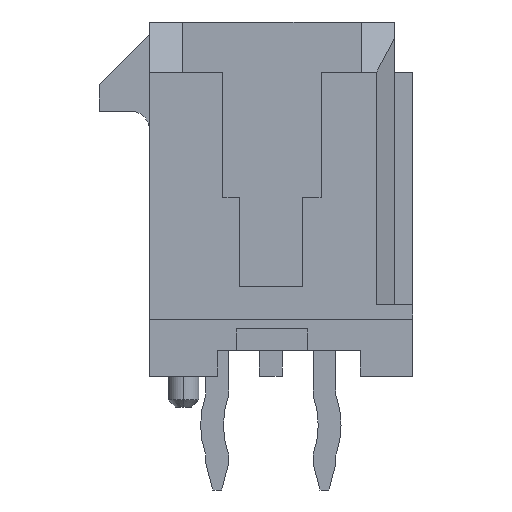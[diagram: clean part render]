
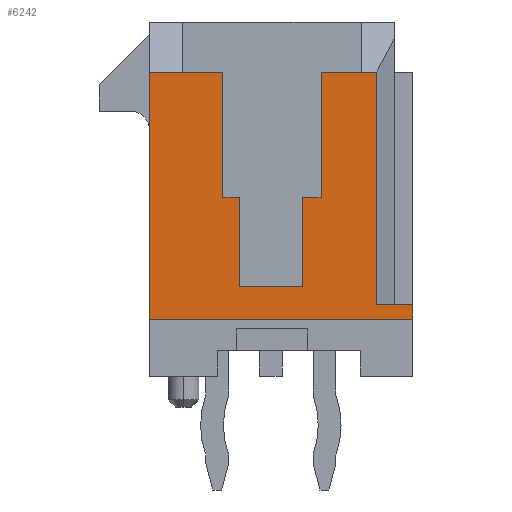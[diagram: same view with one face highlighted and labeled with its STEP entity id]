
A CAD part, left-side view. The second image highlights one B-rep face of the part: STEP entity #6242.
In plain terms, the highlighted planar face has unit normal (-1, 0, 0).
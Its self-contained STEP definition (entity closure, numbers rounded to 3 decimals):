
#1=DIRECTION('',(0.,0.,-1.));
#2=VECTOR('',#1,3.5);
#3=CARTESIAN_POINT('',(-10.825,-1.405,3.55));
#4=LINE('',#3,#2);
#5=DIRECTION('',(0.,1.,0.));
#6=VECTOR('',#5,1.125);
#7=CARTESIAN_POINT('',(-10.825,-2.53,3.55));
#8=LINE('',#7,#6);
#9=DIRECTION('',(0.,-1.,0.));
#10=VECTOR('',#9,0.43);
#11=CARTESIAN_POINT('',(-10.825,-2.53,3.55));
#12=LINE('',#11,#10);
#13=DIRECTION('',(0.,0.,-1.));
#14=VECTOR('',#13,6.51);
#15=CARTESIAN_POINT('',(-10.825,-2.96,3.55));
#16=LINE('',#15,#14);
#17=DIRECTION('',(0.,0.,-1.));
#18=VECTOR('',#17,0.4);
#19=CARTESIAN_POINT('',(-10.825,-3.97,-2.96));
#20=LINE('',#19,#18);
#21=DIRECTION('',(0.,1.,0.));
#22=VECTOR('',#21,7.37);
#23=CARTESIAN_POINT('',(-10.825,-3.97,-3.36));
#24=LINE('',#23,#22);
#25=DIRECTION('',(0.,0.,1.));
#26=VECTOR('',#25,6.91);
#27=CARTESIAN_POINT('',(-10.825,3.4,-3.36));
#28=LINE('',#27,#26);
#29=DIRECTION('',(0.,-1.,0.));
#30=VECTOR('',#29,0.93);
#31=CARTESIAN_POINT('',(-10.825,3.4,3.55));
#32=LINE('',#31,#30);
#33=DIRECTION('',(0.,1.,0.));
#34=VECTOR('',#33,1.125);
#35=CARTESIAN_POINT('',(-10.825,1.345,3.55));
#36=LINE('',#35,#34);
#37=DIRECTION('',(0.,0.,-1.));
#38=VECTOR('',#37,3.5);
#39=CARTESIAN_POINT('',(-10.825,1.345,3.55));
#40=LINE('',#39,#38);
#41=DIRECTION('',(0.,1.,0.));
#42=VECTOR('',#41,0.47);
#43=CARTESIAN_POINT('',(-10.825,0.875,0.05));
#44=LINE('',#43,#42);
#45=DIRECTION('',(0.,0.,1.));
#46=VECTOR('',#45,2.5);
#47=CARTESIAN_POINT('',(-10.825,0.875,-2.45));
#48=LINE('',#47,#46);
#49=DIRECTION('',(0.,1.,0.));
#50=VECTOR('',#49,1.75);
#51=CARTESIAN_POINT('',(-10.825,-0.875,-2.45));
#52=LINE('',#51,#50);
#53=DIRECTION('',(0.,0.,-1.));
#54=VECTOR('',#53,2.5);
#55=CARTESIAN_POINT('',(-10.825,-0.875,0.05));
#56=LINE('',#55,#54);
#57=DIRECTION('',(0.,1.,0.));
#58=VECTOR('',#57,0.53);
#59=CARTESIAN_POINT('',(-10.825,-1.405,0.05));
#60=LINE('',#59,#58);
#1603=DIRECTION('',(0.,1.,0.));
#1604=VECTOR('',#1603,1.01);
#1605=CARTESIAN_POINT('',(-10.825,-3.97,-2.96));
#1606=LINE('',#1605,#1604);
#4712=CARTESIAN_POINT('',(-10.825,3.4,3.55));
#4714=VERTEX_POINT('',#4712);
#4761=CARTESIAN_POINT('',(-10.825,-3.97,-2.96));
#4762=CARTESIAN_POINT('',(-10.825,-2.96,-2.96));
#4763=VERTEX_POINT('',#4761);
#4764=VERTEX_POINT('',#4762);
#4769=CARTESIAN_POINT('',(-10.825,2.47,3.55));
#4770=VERTEX_POINT('',#4769);
#4771=CARTESIAN_POINT('',(-10.825,-2.53,3.55));
#4772=VERTEX_POINT('',#4771);
#4981=CARTESIAN_POINT('',(-10.825,-1.405,3.55));
#4982=CARTESIAN_POINT('',(-10.825,-1.405,0.05));
#4983=VERTEX_POINT('',#4981);
#4984=VERTEX_POINT('',#4982);
#4985=CARTESIAN_POINT('',(-10.825,-0.875,0.05));
#4986=VERTEX_POINT('',#4985);
#4987=CARTESIAN_POINT('',(-10.825,-0.875,-2.45));
#4988=VERTEX_POINT('',#4987);
#4989=CARTESIAN_POINT('',(-10.825,0.875,-2.45));
#4990=VERTEX_POINT('',#4989);
#4991=CARTESIAN_POINT('',(-10.825,0.875,0.05));
#4992=VERTEX_POINT('',#4991);
#4993=CARTESIAN_POINT('',(-10.825,1.345,0.05));
#4994=VERTEX_POINT('',#4993);
#4995=CARTESIAN_POINT('',(-10.825,1.345,3.55));
#4996=VERTEX_POINT('',#4995);
#6165=CARTESIAN_POINT('',(-10.825,-3.97,-3.36));
#6166=CARTESIAN_POINT('',(-10.825,3.4,-3.36));
#6167=VERTEX_POINT('',#6165);
#6168=VERTEX_POINT('',#6166);
#6201=CARTESIAN_POINT('',(-10.825,-2.96,3.55));
#6202=VERTEX_POINT('',#6201);
#6203=CARTESIAN_POINT('',(-10.825,0.,0.));
#6204=DIRECTION('',(1.,0.,0.));
#6205=DIRECTION('',(0.,0.,-1.));
#6206=AXIS2_PLACEMENT_3D('',#6203,#6204,#6205);
#6207=PLANE('',#6206);
#6209=ORIENTED_EDGE('',*,*,#6208,.F.);
#6211=ORIENTED_EDGE('',*,*,#6210,.F.);
#6213=ORIENTED_EDGE('',*,*,#6212,.T.);
#6215=ORIENTED_EDGE('',*,*,#6214,.T.);
#6217=ORIENTED_EDGE('',*,*,#6216,.F.);
#6219=ORIENTED_EDGE('',*,*,#6218,.T.);
#6221=ORIENTED_EDGE('',*,*,#6220,.T.);
#6223=ORIENTED_EDGE('',*,*,#6222,.T.);
#6225=ORIENTED_EDGE('',*,*,#6224,.T.);
#6227=ORIENTED_EDGE('',*,*,#6226,.F.);
#6229=ORIENTED_EDGE('',*,*,#6228,.T.);
#6231=ORIENTED_EDGE('',*,*,#6230,.F.);
#6233=ORIENTED_EDGE('',*,*,#6232,.F.);
#6235=ORIENTED_EDGE('',*,*,#6234,.F.);
#6237=ORIENTED_EDGE('',*,*,#6236,.F.);
#6239=ORIENTED_EDGE('',*,*,#6238,.F.);
#6240=EDGE_LOOP('',(#6209,#6211,#6213,#6215,#6217,#6219,#6221,#6223,#6225,#6227,
#6229,#6231,#6233,#6235,#6237,#6239));
#6241=FACE_OUTER_BOUND('',#6240,.F.);
#6242=ADVANCED_FACE('',(#6241),#6207,.F.);
#6208=EDGE_CURVE('',#4983,#4984,#4,.T.);
#6210=EDGE_CURVE('',#4772,#4983,#8,.T.);
#6212=EDGE_CURVE('',#4772,#6202,#12,.T.);
#6214=EDGE_CURVE('',#6202,#4764,#16,.T.);
#6216=EDGE_CURVE('',#4763,#4764,#1606,.T.);
#6218=EDGE_CURVE('',#4763,#6167,#20,.T.);
#6220=EDGE_CURVE('',#6167,#6168,#24,.T.);
#6222=EDGE_CURVE('',#6168,#4714,#28,.T.);
#6224=EDGE_CURVE('',#4714,#4770,#32,.T.);
#6226=EDGE_CURVE('',#4996,#4770,#36,.T.);
#6228=EDGE_CURVE('',#4996,#4994,#40,.T.);
#6230=EDGE_CURVE('',#4992,#4994,#44,.T.);
#6232=EDGE_CURVE('',#4990,#4992,#48,.T.);
#6234=EDGE_CURVE('',#4988,#4990,#52,.T.);
#6236=EDGE_CURVE('',#4986,#4988,#56,.T.);
#6238=EDGE_CURVE('',#4984,#4986,#60,.T.);
